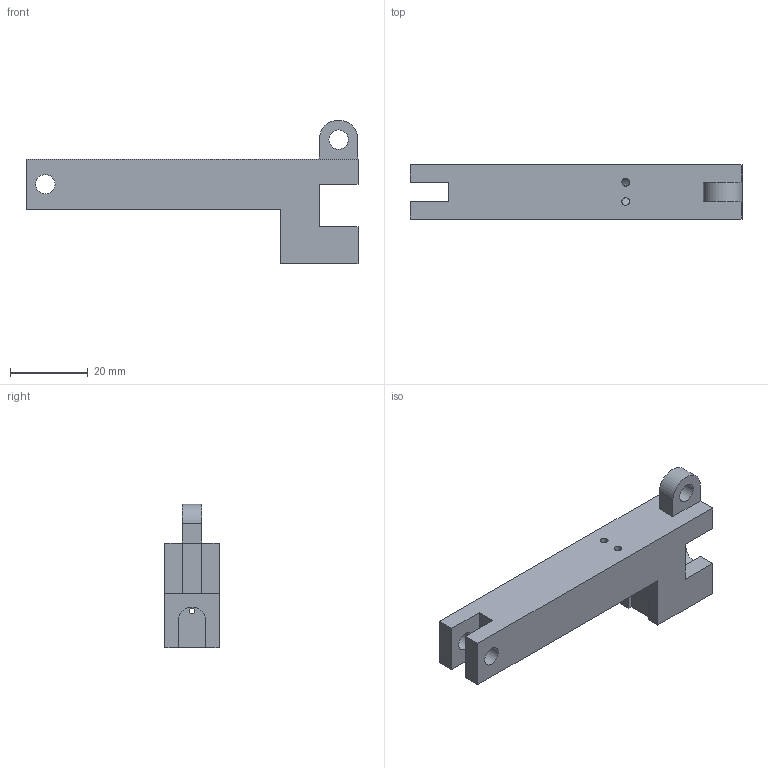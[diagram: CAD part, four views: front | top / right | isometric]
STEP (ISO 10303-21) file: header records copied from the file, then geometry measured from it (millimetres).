
FILE_DESCRIPTION(/* description */ (''),/* implementation_level */ '2;1');
FILE_NAME(/* name */ 'Usinage.step',/* time_stamp */ '2019-08-18T10:50:29+02:00',/* author */ (''),/* organization */ (''),/* preprocessor_version */ 'ST-DEVELOPER v18',/* originating_system */ 'Autodesk Translation Framework v8.6.0.1094',/* authorisation */ '');
FILE_SCHEMA (('AUTOMOTIVE_DESIGN { 1 0 10303 214 3 1 1 }'));
Length unit declared in the file: millimetre
Products named in the file (1): 22
Bounding box: 85.6 x 14 x 37 mm (x, y, z)
Volume: 13949.7 mm3; surface area: 8196.4 mm2
Topology: 1 solids, 1 shells, 38 faces, 113 edges, 76 vertices
Faces by surface type: plane 28, cylinder 10
Full cylindrical faces by diameter (mm): 1.5 x1, 2 x2, 5 x3, 8 x1
Entity records: 1404 total; most frequent: CARTESIAN_POINT 304, ORIENTED_EDGE 226, DIRECTION 209, EDGE_CURVE 113, LINE 87, VECTOR 87, VERTEX_POINT 76, AXIS2_PLACEMENT_3D 61
